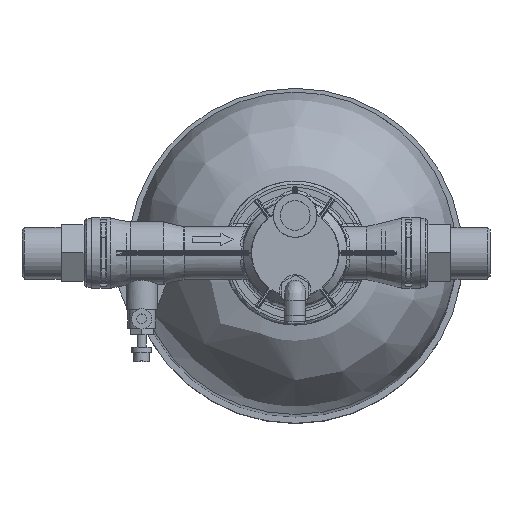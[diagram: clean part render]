
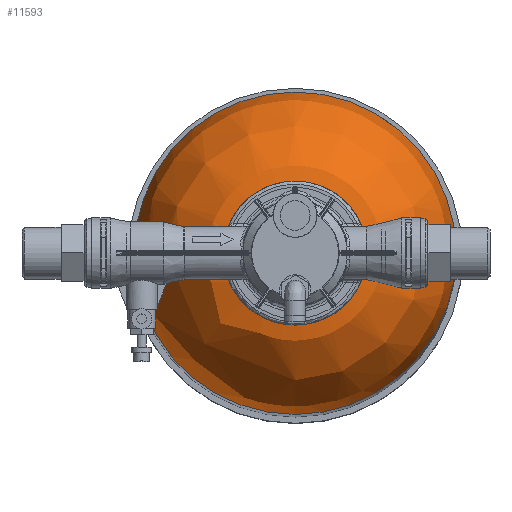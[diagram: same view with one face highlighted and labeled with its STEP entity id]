
A CAD part, top view. The second image highlights one B-rep face of the part: STEP entity #11593.
In plain terms, the highlighted free-form (B-spline) face has degree [2, 2] with [3, 9] control points.
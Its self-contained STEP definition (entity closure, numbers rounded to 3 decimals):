
#12=(
BOUNDED_SURFACE()
B_SPLINE_SURFACE(2,2,((#24493,#24494,#24495,#24496,#24497,#24498,#24499,
#24500,#24501),(#24502,#24503,#24504,#24505,#24506,#24507,#24508,#24509,
#24510),(#24511,#24512,#24513,#24514,#24515,#24516,#24517,#24518,#24519)),
 .UNSPECIFIED.,.F.,.T.,.F.)
B_SPLINE_SURFACE_WITH_KNOTS((3,3),(3,2,2,2,3),(0.,1.571),(-3.142,
-1.571,0.,1.571,3.142),.UNSPECIFIED.)
GEOMETRIC_REPRESENTATION_ITEM()
RATIONAL_B_SPLINE_SURFACE(((1.,0.707,1.,0.707,1.,
0.707,1.,0.707,1.),(0.707,0.5,0.707,
0.5,0.707,0.5,0.707,0.5,0.707),(1.,
0.707,1.,0.707,1.,0.707,1.,0.707,
1.)))
REPRESENTATION_ITEM('')
SURFACE()
);
#302=(
BOUNDED_CURVE()
B_SPLINE_CURVE(2,(#24522,#24523,#24524),.UNSPECIFIED.,.F.,.F.)
B_SPLINE_CURVE_WITH_KNOTS((3,3),(-1.571,0.),.UNSPECIFIED.)
CURVE()
GEOMETRIC_REPRESENTATION_ITEM()
RATIONAL_B_SPLINE_CURVE((1.,0.707,1.))
REPRESENTATION_ITEM('')
);
#1785=FACE_OUTER_BOUND('',#2597,.T.);
#2597=EDGE_LOOP('',(#10653,#10654,#10655,#10656));
#4557=CIRCLE('',#12768,103.);
#4559=CIRCLE('',#12771,28.5);
#5621=VERTEX_POINT('',#24488);
#5623=VERTEX_POINT('',#24520);
#7301=EDGE_CURVE('',#5621,#5621,#4557,.T.);
#7303=EDGE_CURVE('',#5623,#5623,#4559,.T.);
#7304=EDGE_CURVE('',#5623,#5621,#302,.T.);
#10653=ORIENTED_EDGE('',*,*,#7303,.T.);
#10654=ORIENTED_EDGE('',*,*,#7304,.T.);
#10655=ORIENTED_EDGE('',*,*,#7301,.T.);
#10656=ORIENTED_EDGE('',*,*,#7304,.F.);
#11593=ADVANCED_FACE('',(#1785),#12,.F.);
#12768=AXIS2_PLACEMENT_3D('',#24489,#15769,#15770);
#12771=AXIS2_PLACEMENT_3D('',#24521,#15775,#15776);
#15769=DIRECTION('center_axis',(0.,0.,1.));
#15770=DIRECTION('ref_axis',(1.,0.,0.));
#15775=DIRECTION('center_axis',(0.,0.,-1.));
#15776=DIRECTION('ref_axis',(1.,0.,0.));
#24488=CARTESIAN_POINT('',(-103.,0.,-38.5));
#24489=CARTESIAN_POINT('Origin',(0.,0.,-38.5));
#24493=CARTESIAN_POINT('Ctrl Pts',(-103.,0.,-38.5));
#24494=CARTESIAN_POINT('Ctrl Pts',(-103.,-103.,-38.5));
#24495=CARTESIAN_POINT('Ctrl Pts',(0.,-103.,-38.5));
#24496=CARTESIAN_POINT('Ctrl Pts',(103.,-103.,-38.5));
#24497=CARTESIAN_POINT('Ctrl Pts',(103.,0.,-38.5));
#24498=CARTESIAN_POINT('Ctrl Pts',(103.,103.,-38.5));
#24499=CARTESIAN_POINT('Ctrl Pts',(0.,103.,-38.5));
#24500=CARTESIAN_POINT('Ctrl Pts',(-103.,103.,-38.5));
#24501=CARTESIAN_POINT('Ctrl Pts',(-103.,0.,-38.5));
#24502=CARTESIAN_POINT('Ctrl Pts',(-103.,0.,36.));
#24503=CARTESIAN_POINT('Ctrl Pts',(-103.,-103.,36.));
#24504=CARTESIAN_POINT('Ctrl Pts',(0.,-103.,36.));
#24505=CARTESIAN_POINT('Ctrl Pts',(103.,-103.,36.));
#24506=CARTESIAN_POINT('Ctrl Pts',(103.,0.,36.));
#24507=CARTESIAN_POINT('Ctrl Pts',(103.,103.,36.));
#24508=CARTESIAN_POINT('Ctrl Pts',(0.,103.,36.));
#24509=CARTESIAN_POINT('Ctrl Pts',(-103.,103.,36.));
#24510=CARTESIAN_POINT('Ctrl Pts',(-103.,0.,36.));
#24511=CARTESIAN_POINT('Ctrl Pts',(-28.5,0.,36.));
#24512=CARTESIAN_POINT('Ctrl Pts',(-28.5,-28.5,36.));
#24513=CARTESIAN_POINT('Ctrl Pts',(0.,-28.5,36.));
#24514=CARTESIAN_POINT('Ctrl Pts',(28.5,-28.5,36.));
#24515=CARTESIAN_POINT('Ctrl Pts',(28.5,0.,36.));
#24516=CARTESIAN_POINT('Ctrl Pts',(28.5,28.5,36.));
#24517=CARTESIAN_POINT('Ctrl Pts',(0.,28.5,36.));
#24518=CARTESIAN_POINT('Ctrl Pts',(-28.5,28.5,36.));
#24519=CARTESIAN_POINT('Ctrl Pts',(-28.5,0.,36.));
#24520=CARTESIAN_POINT('',(-28.5,0.,36.));
#24521=CARTESIAN_POINT('Origin',(0.,0.,36.));
#24522=CARTESIAN_POINT('Ctrl Pts',(-28.5,0.,36.));
#24523=CARTESIAN_POINT('Ctrl Pts',(-103.,0.,36.));
#24524=CARTESIAN_POINT('Ctrl Pts',(-103.,0.,-38.5));
